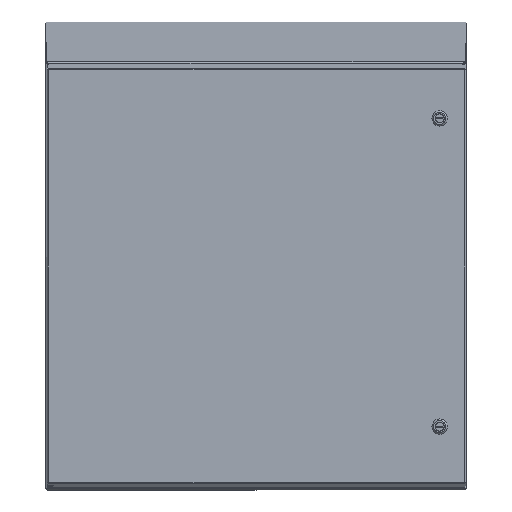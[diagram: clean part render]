
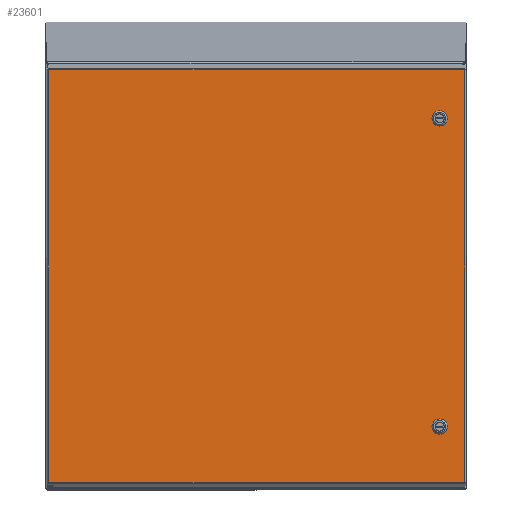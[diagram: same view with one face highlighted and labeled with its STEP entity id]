
A CAD part, top view. The second image highlights one B-rep face of the part: STEP entity #23601.
In plain terms, the highlighted planar face has unit normal (0, 0, 1).
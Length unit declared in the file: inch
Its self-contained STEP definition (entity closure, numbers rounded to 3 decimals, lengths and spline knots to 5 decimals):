
#21778=CARTESIAN_POINT('',(27.96087,-24.83316,0.074));
#21779=VERTEX_POINT('',#21778);
#21786=CARTESIAN_POINT('',(27.77499,-24.64723,0.074));
#21787=VERTEX_POINT('',#21786);
#21788=CARTESIAN_POINT('',(27.56134,-25.04668,0.074));
#21789=DIRECTION('',(0.0,0.0,-1.0));
#21790=DIRECTION('',(0.882,0.471,0.0));
#21791=AXIS2_PLACEMENT_3D('',#21788,#21789,#21790);
#21792=CIRCLE('',#21791,0.453);
#21793=EDGE_CURVE('',#21787,#21779,#21792,.T.);
#21818=CARTESIAN_POINT('',(27.34787,-24.64723,0.074));
#21819=VERTEX_POINT('',#21818);
#21820=CARTESIAN_POINT('',(27.34787,-24.64723,0.074));
#21821=DIRECTION('',(1.0,0.,0.0));
#21822=VECTOR('',#21821,0.42712);
#21823=LINE('',#21820,#21822);
#21824=EDGE_CURVE('',#21819,#21787,#21823,.T.);
#21850=CARTESIAN_POINT('',(27.16187,-24.83316,0.074));
#21851=VERTEX_POINT('',#21850);
#21852=CARTESIAN_POINT('',(27.56134,-25.04677,0.074));
#21853=DIRECTION('',(0.0,0.0,-1.0));
#21854=DIRECTION('',(-0.471,0.882,0.0));
#21855=AXIS2_PLACEMENT_3D('',#21852,#21853,#21854);
#21856=CIRCLE('',#21855,0.453);
#21857=EDGE_CURVE('',#21851,#21819,#21856,.T.);
#21882=CARTESIAN_POINT('',(27.16187,-25.26029,0.074));
#21883=VERTEX_POINT('',#21882);
#21884=CARTESIAN_POINT('',(27.16187,-25.26029,0.074));
#21885=DIRECTION('',(0.,1.0,0.0));
#21886=VECTOR('',#21885,0.42712);
#21887=LINE('',#21884,#21886);
#21888=EDGE_CURVE('',#21883,#21851,#21887,.T.);
#21914=CARTESIAN_POINT('',(27.3478,-25.44623,0.074));
#21915=VERTEX_POINT('',#21914);
#21916=CARTESIAN_POINT('',(27.56137,-25.04673,0.074));
#21917=DIRECTION('',(0.0,0.0,-1.0));
#21918=DIRECTION('',(-0.882,-0.471,0.0));
#21919=AXIS2_PLACEMENT_3D('',#21916,#21917,#21918);
#21920=CIRCLE('',#21919,0.453);
#21921=EDGE_CURVE('',#21915,#21883,#21920,.T.);
#21946=CARTESIAN_POINT('',(27.77493,-25.44623,0.074));
#21947=VERTEX_POINT('',#21946);
#21948=CARTESIAN_POINT('',(27.77493,-25.44623,0.074));
#21949=DIRECTION('',(-1.0,0.,0.0));
#21950=VECTOR('',#21949,0.42712);
#21951=LINE('',#21948,#21950);
#21952=EDGE_CURVE('',#21947,#21915,#21951,.T.);
#21978=CARTESIAN_POINT('',(27.96087,-25.26029,0.074));
#21979=VERTEX_POINT('',#21978);
#21980=CARTESIAN_POINT('',(27.56137,-25.04673,0.074));
#21981=DIRECTION('',(0.0,0.0,-1.0));
#21982=DIRECTION('',(0.471,-0.882,0.0));
#21983=AXIS2_PLACEMENT_3D('',#21980,#21981,#21982);
#21984=CIRCLE('',#21983,0.453);
#21985=EDGE_CURVE('',#21979,#21947,#21984,.T.);
#22008=CARTESIAN_POINT('',(27.96087,-24.83316,0.074));
#22009=DIRECTION('',(0.,-1.0,0.0));
#22010=VECTOR('',#22009,0.42712);
#22011=LINE('',#22008,#22010);
#22012=EDGE_CURVE('',#21779,#21979,#22011,.T.);
#22034=CARTESIAN_POINT('',(27.96087,-2.83316,0.074));
#22035=VERTEX_POINT('',#22034);
#22042=CARTESIAN_POINT('',(27.77499,-2.64723,0.074));
#22043=VERTEX_POINT('',#22042);
#22044=CARTESIAN_POINT('',(27.56134,-3.04668,0.074));
#22045=DIRECTION('',(0.0,0.0,-1.0));
#22046=DIRECTION('',(0.882,0.471,0.0));
#22047=AXIS2_PLACEMENT_3D('',#22044,#22045,#22046);
#22048=CIRCLE('',#22047,0.453);
#22049=EDGE_CURVE('',#22043,#22035,#22048,.T.);
#22074=CARTESIAN_POINT('',(27.34787,-2.64723,0.074));
#22075=VERTEX_POINT('',#22074);
#22076=CARTESIAN_POINT('',(27.34787,-2.64723,0.074));
#22077=DIRECTION('',(1.0,0.,0.0));
#22078=VECTOR('',#22077,0.42712);
#22079=LINE('',#22076,#22078);
#22080=EDGE_CURVE('',#22075,#22043,#22079,.T.);
#22106=CARTESIAN_POINT('',(27.16187,-2.83316,0.074));
#22107=VERTEX_POINT('',#22106);
#22108=CARTESIAN_POINT('',(27.56134,-3.04677,0.074));
#22109=DIRECTION('',(0.0,0.0,-1.0));
#22110=DIRECTION('',(-0.471,0.882,0.0));
#22111=AXIS2_PLACEMENT_3D('',#22108,#22109,#22110);
#22112=CIRCLE('',#22111,0.453);
#22113=EDGE_CURVE('',#22107,#22075,#22112,.T.);
#22138=CARTESIAN_POINT('',(27.16187,-3.26029,0.074));
#22139=VERTEX_POINT('',#22138);
#22140=CARTESIAN_POINT('',(27.16187,-3.26029,0.074));
#22141=DIRECTION('',(0.,1.0,0.0));
#22142=VECTOR('',#22141,0.42712);
#22143=LINE('',#22140,#22142);
#22144=EDGE_CURVE('',#22139,#22107,#22143,.T.);
#22170=CARTESIAN_POINT('',(27.3478,-3.44623,0.074));
#22171=VERTEX_POINT('',#22170);
#22172=CARTESIAN_POINT('',(27.56137,-3.04673,0.074));
#22173=DIRECTION('',(0.0,0.0,-1.0));
#22174=DIRECTION('',(-0.882,-0.471,0.0));
#22175=AXIS2_PLACEMENT_3D('',#22172,#22173,#22174);
#22176=CIRCLE('',#22175,0.453);
#22177=EDGE_CURVE('',#22171,#22139,#22176,.T.);
#22202=CARTESIAN_POINT('',(27.77493,-3.44623,0.074));
#22203=VERTEX_POINT('',#22202);
#22204=CARTESIAN_POINT('',(27.77493,-3.44623,0.074));
#22205=DIRECTION('',(-1.0,0.,0.0));
#22206=VECTOR('',#22205,0.42712);
#22207=LINE('',#22204,#22206);
#22208=EDGE_CURVE('',#22203,#22171,#22207,.T.);
#22234=CARTESIAN_POINT('',(27.96087,-3.26029,0.074));
#22235=VERTEX_POINT('',#22234);
#22236=CARTESIAN_POINT('',(27.56137,-3.04673,0.074));
#22237=DIRECTION('',(0.0,0.0,-1.0));
#22238=DIRECTION('',(0.471,-0.882,0.0));
#22239=AXIS2_PLACEMENT_3D('',#22236,#22237,#22238);
#22240=CIRCLE('',#22239,0.453);
#22241=EDGE_CURVE('',#22235,#22203,#22240,.T.);
#22264=CARTESIAN_POINT('',(27.96087,-2.83316,0.074));
#22265=DIRECTION('',(0.,-1.0,0.0));
#22266=VECTOR('',#22265,0.42712);
#22267=LINE('',#22264,#22266);
#22268=EDGE_CURVE('',#22035,#22235,#22267,.T.);
#22321=CARTESIAN_POINT('',(29.33112,-29.0199,0.074));
#22322=VERTEX_POINT('',#22321);
#22350=CARTESIAN_POINT('',(29.33112,0.42645,0.074));
#22351=VERTEX_POINT('',#22350);
#22362=CARTESIAN_POINT('',(29.33112,-29.0199,0.074));
#22363=DIRECTION('',(0.0,1.0,0.0));
#22364=VECTOR('',#22363,29.44636);
#22365=LINE('',#22362,#22364);
#22366=EDGE_CURVE('',#22322,#22351,#22365,.T.);
#22813=CARTESIAN_POINT('',(-0.33338,-29.0199,0.074));
#22814=VERTEX_POINT('',#22813);
#22910=CARTESIAN_POINT('',(-0.33338,0.42645,0.074));
#22911=VERTEX_POINT('',#22910);
#22912=CARTESIAN_POINT('',(-0.33338,0.42645,0.074));
#22913=DIRECTION('',(0.0,-1.0,0.0));
#22914=VECTOR('',#22913,29.44636);
#22915=LINE('',#22912,#22914);
#22916=EDGE_CURVE('',#22911,#22814,#22915,.T.);
#23514=CARTESIAN_POINT('',(29.33112,0.42645,0.074));
#23515=DIRECTION('',(-1.0,0.0,0.0));
#23516=VECTOR('',#23515,29.6645);
#23517=LINE('',#23514,#23516);
#23518=EDGE_CURVE('',#22351,#22911,#23517,.T.);
#23548=CARTESIAN_POINT('',(-0.33338,-29.0199,0.074));
#23549=DIRECTION('',(1.0,0.0,0.0));
#23550=VECTOR('',#23549,29.6645);
#23551=LINE('',#23548,#23550);
#23552=EDGE_CURVE('',#22814,#22322,#23551,.T.);
#23570=CARTESIAN_POINT('',(14.49887,-14.29673,0.074));
#23571=DIRECTION('',(0.0,0.0,1.0));
#23572=DIRECTION('',(1.0,0.0,0.0));
#23573=AXIS2_PLACEMENT_3D('',#23570,#23571,#23572);
#23574=PLANE('',#23573);
#23575=ORIENTED_EDGE('',*,*,#23552,.T.);
#23576=ORIENTED_EDGE('',*,*,#22366,.T.);
#23577=ORIENTED_EDGE('',*,*,#23518,.T.);
#23578=ORIENTED_EDGE('',*,*,#22916,.T.);
#23579=EDGE_LOOP('',(#23575,#23576,#23577,#23578));
#23580=FACE_OUTER_BOUND('',#23579,.T.);
#23581=ORIENTED_EDGE('',*,*,#21793,.T.);
#23582=ORIENTED_EDGE('',*,*,#22012,.T.);
#23583=ORIENTED_EDGE('',*,*,#21985,.T.);
#23584=ORIENTED_EDGE('',*,*,#21952,.T.);
#23585=ORIENTED_EDGE('',*,*,#21921,.T.);
#23586=ORIENTED_EDGE('',*,*,#21888,.T.);
#23587=ORIENTED_EDGE('',*,*,#21857,.T.);
#23588=ORIENTED_EDGE('',*,*,#21824,.T.);
#23589=EDGE_LOOP('',(#23581,#23582,#23583,#23584,#23585,#23586,#23587,#23588));
#23590=FACE_BOUND('',#23589,.T.);
#23591=ORIENTED_EDGE('',*,*,#22049,.T.);
#23592=ORIENTED_EDGE('',*,*,#22268,.T.);
#23593=ORIENTED_EDGE('',*,*,#22241,.T.);
#23594=ORIENTED_EDGE('',*,*,#22208,.T.);
#23595=ORIENTED_EDGE('',*,*,#22177,.T.);
#23596=ORIENTED_EDGE('',*,*,#22144,.T.);
#23597=ORIENTED_EDGE('',*,*,#22113,.T.);
#23598=ORIENTED_EDGE('',*,*,#22080,.T.);
#23599=EDGE_LOOP('',(#23591,#23592,#23593,#23594,#23595,#23596,#23597,#23598));
#23600=FACE_BOUND('',#23599,.T.);
#23601=ADVANCED_FACE('',(#23580,#23590,#23600),#23574,.T.);
